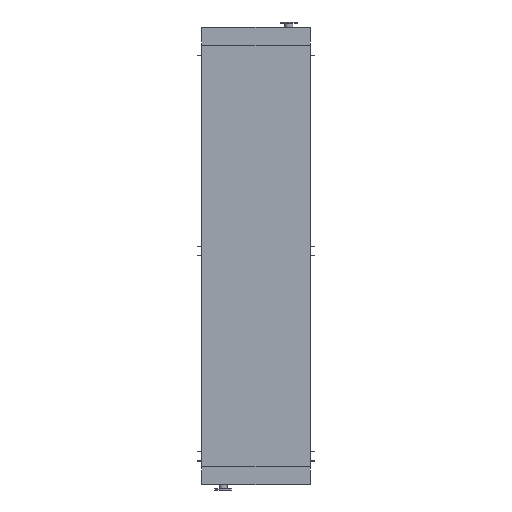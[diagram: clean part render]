
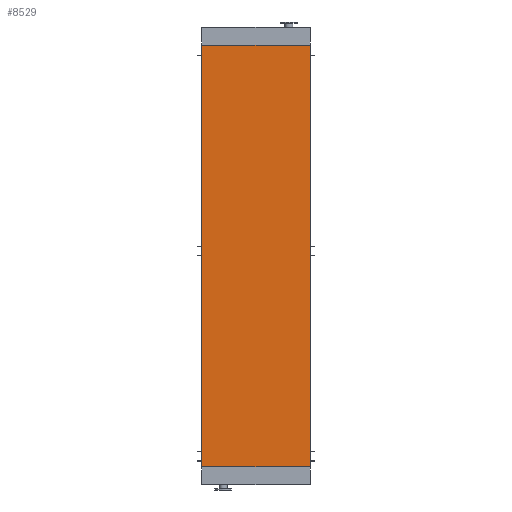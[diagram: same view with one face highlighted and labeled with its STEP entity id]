
A CAD part, front view. The second image highlights one B-rep face of the part: STEP entity #8529.
In plain terms, the highlighted planar face has unit normal (0, -1, 0).
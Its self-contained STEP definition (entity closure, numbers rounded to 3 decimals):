
#25 = CARTESIAN_POINT ( 'NONE',  ( 725., 0., -5650. ) ) ;
#647 = EDGE_LOOP ( 'NONE', ( #9538, #19011, #12294, #8926 ) ) ;
#2274 = LINE ( 'NONE', #11265, #11786 ) ;
#2389 = DIRECTION ( 'NONE',  ( 0., 0., 1. ) ) ;
#3043 = DIRECTION ( 'NONE',  ( 1., 0., 0. ) ) ;
#3103 = VERTEX_POINT ( 'NONE', #22546 ) ;
#3550 = DIRECTION ( 'NONE',  ( 0., 0., 1. ) ) ;
#3889 = LINE ( 'NONE', #14571, #18330 ) ;
#4424 = CARTESIAN_POINT ( 'NONE',  ( -725., 0., -5650. ) ) ;
#6160 = PLANE ( 'NONE',  #22210 ) ;
#6757 = LINE ( 'NONE', #19078, #13400 ) ;
#8529 = ADVANCED_FACE ( 'NONE', ( #22229 ), #6160, .T. ) ;
#8926 = ORIENTED_EDGE ( 'NONE', *, *, #20088, .T. ) ;
#9306 = DIRECTION ( 'NONE',  ( 0., -1., 0. ) ) ;
#9538 = ORIENTED_EDGE ( 'NONE', *, *, #13532, .F. ) ;
#11166 = EDGE_CURVE ( 'NONE', #3103, #11721, #2274, .T. ) ;
#11265 = CARTESIAN_POINT ( 'NONE',  ( -725., 0., -5650. ) ) ;
#11721 = VERTEX_POINT ( 'NONE', #21435 ) ;
#11786 = VECTOR ( 'NONE', #2389, 1000. ) ;
#12294 = ORIENTED_EDGE ( 'NONE', *, *, #18402, .T. ) ;
#12755 = VECTOR ( 'NONE', #3550, 1000. ) ;
#13026 = DIRECTION ( 'NONE',  ( 1., 0., 0. ) ) ;
#13400 = VECTOR ( 'NONE', #3043, 1000. ) ;
#13532 = EDGE_CURVE ( 'NONE', #11721, #21085, #6757, .T. ) ;
#14571 = CARTESIAN_POINT ( 'NONE',  ( -725., 0., -5650. ) ) ;
#16291 = CARTESIAN_POINT ( 'NONE',  ( 725., 0., 0. ) ) ;
#18330 = VECTOR ( 'NONE', #13026, 1000. ) ;
#18402 = EDGE_CURVE ( 'NONE', #3103, #18929, #3889, .T. ) ;
#18929 = VERTEX_POINT ( 'NONE', #19281 ) ;
#19011 = ORIENTED_EDGE ( 'NONE', *, *, #11166, .F. ) ;
#19078 = CARTESIAN_POINT ( 'NONE',  ( -725., 0., 0. ) ) ;
#19281 = CARTESIAN_POINT ( 'NONE',  ( 725., 0., -5650. ) ) ;
#20088 = EDGE_CURVE ( 'NONE', #18929, #21085, #20805, .T. ) ;
#20805 = LINE ( 'NONE', #25, #12755 ) ;
#21085 = VERTEX_POINT ( 'NONE', #16291 ) ;
#21435 = CARTESIAN_POINT ( 'NONE',  ( -725., 0., 0. ) ) ;
#21991 = DIRECTION ( 'NONE',  ( 0., 0., -1. ) ) ;
#22210 = AXIS2_PLACEMENT_3D ( 'NONE', #4424, #9306, #21991 ) ;
#22229 = FACE_OUTER_BOUND ( 'NONE', #647, .T. ) ;
#22546 = CARTESIAN_POINT ( 'NONE',  ( -725., 0., -5650. ) ) ;
